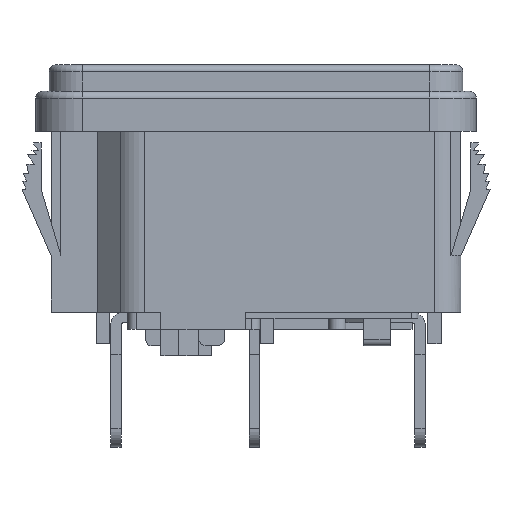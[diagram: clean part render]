
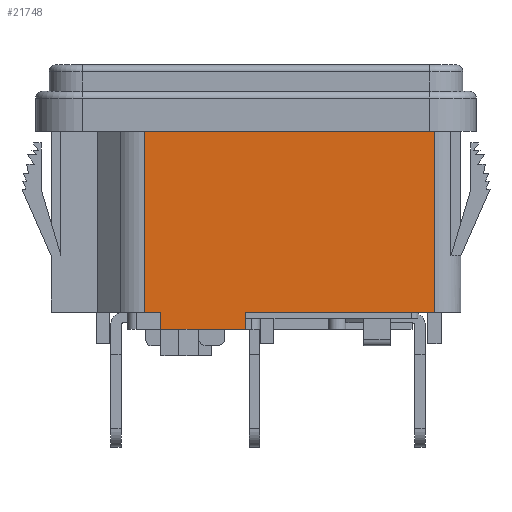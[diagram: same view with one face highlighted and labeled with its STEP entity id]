
A CAD part, left-side view. The second image highlights one B-rep face of the part: STEP entity #21748.
In plain terms, the highlighted planar face has unit normal (-1, 0, 0).
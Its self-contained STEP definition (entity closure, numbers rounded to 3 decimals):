
#4841 = VERTEX_POINT ( 'NONE', #21287 ) ;
#4842 = VERTEX_POINT ( 'NONE', #21288 ) ;
#8244 = ORIENTED_EDGE ( 'NONE', *, *, #37732, .T. ) ;
#8256 = ORIENTED_EDGE ( 'NONE', *, *, #15297, .T. ) ;
#8331 = ORIENTED_EDGE ( 'NONE', *, *, #15299, .F. ) ;
#8384 = ORIENTED_EDGE ( 'NONE', *, *, #37815, .F. ) ;
#8415 = ORIENTED_EDGE ( 'NONE', *, *, #37838, .T. ) ;
#8421 = ORIENTED_EDGE ( 'NONE', *, *, #37674, .F. ) ;
#8530 = ORIENTED_EDGE ( 'NONE', *, *, #37719, .F. ) ;
#8596 = ORIENTED_EDGE ( 'NONE', *, *, #15298, .T. ) ;
#15297 = EDGE_CURVE ( 'NONE', #43598, #44246, #22608, .T. ) ;
#15298 = EDGE_CURVE ( 'NONE', #34589, #44217, #22610, .T. ) ;
#15299 = EDGE_CURVE ( 'NONE', #34591, #44244, #22620, .T. ) ;
#19684 = AXIS2_PLACEMENT_3D ( 'NONE', #29938, #29958, #29959 ) ;
#21287 = CARTESIAN_POINT ( 'NONE',  ( -84.277, 35.896, 6.1 ) ) ;
#21288 = CARTESIAN_POINT ( 'NONE',  ( -84.277, 35.896, -7.6 ) ) ;
#21501 = CARTESIAN_POINT ( 'NONE',  ( -84.277, 57.861, -7.6 ) ) ;
#21505 = CARTESIAN_POINT ( 'NONE',  ( -84.277, 50.196, -8.9 ) ) ;
#21507 = DIRECTION ( 'NONE',  ( 0., 0., -1. ) ) ;
#21509 = DIRECTION ( 'NONE',  ( 0., 0., 1. ) ) ;
#21510 = CARTESIAN_POINT ( 'NONE',  ( -84.277, 56.596, -8.9 ) ) ;
#21511 = DIRECTION ( 'NONE',  ( 0., 0., 1. ) ) ;
#21748 = ADVANCED_FACE ( 'NONE', ( #31806 ), #29939, .F. ) ;
#22608 = LINE ( 'NONE', #21501, #22617 ) ;
#22610 = LINE ( 'NONE', #21505, #22619 ) ;
#22617 = VECTOR ( 'NONE', #21507, 1000. ) ;
#22619 = VECTOR ( 'NONE', #21509, 1000. ) ;
#22620 = LINE ( 'NONE', #21510, #22621 ) ;
#22621 = VECTOR ( 'NONE', #21511, 1000. ) ;
#29938 = CARTESIAN_POINT ( 'NONE',  ( -84.277, 62.896, -7.6 ) ) ;
#29939 = PLANE ( 'NONE',  #19684 ) ;
#29958 = DIRECTION ( 'NONE',  ( 1., 0., 0. ) ) ;
#29959 = DIRECTION ( 'NONE',  ( 0., 1., 0. ) ) ;
#31253 = EDGE_LOOP ( 'NONE', ( #8244, #8256, #8530, #8331, #8384, #8596, #8421, #8415 ) ) ;
#31806 = FACE_OUTER_BOUND ( 'NONE', #31253, .T. ) ;
#34589 = VERTEX_POINT ( 'NONE', #39479 ) ;
#34591 = VERTEX_POINT ( 'NONE', #39481 ) ;
#37674 = EDGE_CURVE ( 'NONE', #4842, #44217, #38601, .T. ) ;
#37719 = EDGE_CURVE ( 'NONE', #44244, #44246, #38688, .T. ) ;
#37732 = EDGE_CURVE ( 'NONE', #4841, #43598, #38711, .T. ) ;
#37815 = EDGE_CURVE ( 'NONE', #34589, #34591, #38869, .T. ) ;
#37838 = EDGE_CURVE ( 'NONE', #4842, #4841, #38911, .T. ) ;
#38601 = LINE ( 'NONE', #40846, #38602 ) ;
#38602 = VECTOR ( 'NONE', #40847, 1000. ) ;
#38688 = LINE ( 'NONE', #40940, #38689 ) ;
#38689 = VECTOR ( 'NONE', #40941, 1000. ) ;
#38711 = LINE ( 'NONE', #40966, #38712 ) ;
#38712 = VECTOR ( 'NONE', #40967, 1000. ) ;
#38869 = LINE ( 'NONE', #41139, #38870 ) ;
#38870 = VECTOR ( 'NONE', #41140, 1000. ) ;
#38911 = LINE ( 'NONE', #41193, #38912 ) ;
#38912 = VECTOR ( 'NONE', #41194, 1000. ) ;
#39479 = CARTESIAN_POINT ( 'NONE',  ( -84.277, 50.196, -8.9 ) ) ;
#39481 = CARTESIAN_POINT ( 'NONE',  ( -84.277, 56.596, -8.9 ) ) ;
#40846 = CARTESIAN_POINT ( 'NONE',  ( -84.277, 62.896, -7.6 ) ) ;
#40847 = DIRECTION ( 'NONE',  ( 0., 1., 0. ) ) ;
#40940 = CARTESIAN_POINT ( 'NONE',  ( -84.277, 62.896, -7.6 ) ) ;
#40941 = DIRECTION ( 'NONE',  ( 0., 1., 0. ) ) ;
#40966 = CARTESIAN_POINT ( 'NONE',  ( -84.277, 62.896, 6.1 ) ) ;
#40967 = DIRECTION ( 'NONE',  ( 0., 1., 0. ) ) ;
#41139 = CARTESIAN_POINT ( 'NONE',  ( -84.277, 50.196, -8.9 ) ) ;
#41140 = DIRECTION ( 'NONE',  ( 0., 1., 0. ) ) ;
#41193 = CARTESIAN_POINT ( 'NONE',  ( -84.277, 35.896, -7.6 ) ) ;
#41194 = DIRECTION ( 'NONE',  ( 0., 0., 1. ) ) ;
#41494 = CARTESIAN_POINT ( 'NONE',  ( -84.277, 57.861, 6.1 ) ) ;
#41891 = CARTESIAN_POINT ( 'NONE',  ( -84.277, 50.196, -7.6 ) ) ;
#41918 = CARTESIAN_POINT ( 'NONE',  ( -84.277, 56.596, -7.6 ) ) ;
#41920 = CARTESIAN_POINT ( 'NONE',  ( -84.277, 57.861, -7.6 ) ) ;
#43598 = VERTEX_POINT ( 'NONE', #41494 ) ;
#44217 = VERTEX_POINT ( 'NONE', #41891 ) ;
#44244 = VERTEX_POINT ( 'NONE', #41918 ) ;
#44246 = VERTEX_POINT ( 'NONE', #41920 ) ;
